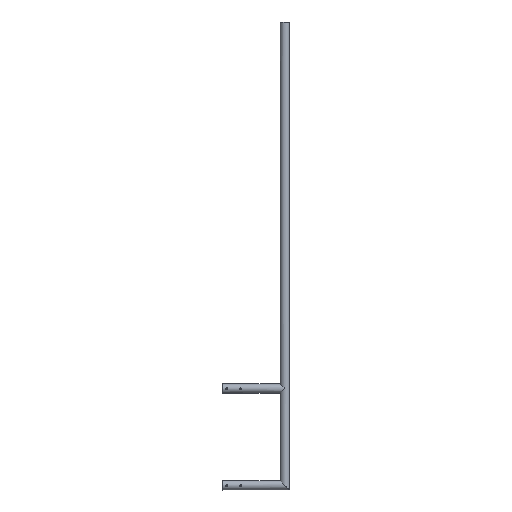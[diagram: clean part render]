
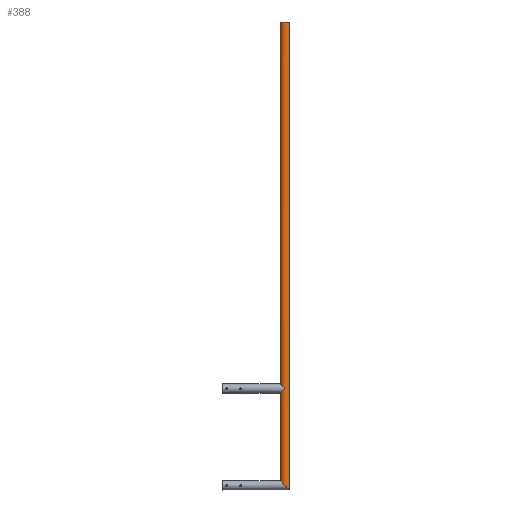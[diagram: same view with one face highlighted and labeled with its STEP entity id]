
A CAD part, front view. The second image highlights one B-rep face of the part: STEP entity #388.
In plain terms, the highlighted cylindrical face has radius 21.082 mm (diameter 42.164 mm), a full revolution.
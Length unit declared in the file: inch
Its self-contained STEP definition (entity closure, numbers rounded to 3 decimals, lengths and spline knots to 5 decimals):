
#69=FACE_BOUND('',#124,.T.);
#70=FACE_BOUND('',#125,.T.);
#86=ELLIPSE('',#428,1.1738,0.83);
#87=ELLIPSE('',#429,1.1738,0.83);
#88=ELLIPSE('',#435,1.1738,0.83);
#89=ELLIPSE('',#436,1.1738,0.83);
#96=FACE_OUTER_BOUND('',#123,.T.);
#123=EDGE_LOOP('',(#299,#300));
#124=EDGE_LOOP('',(#301,#302));
#125=EDGE_LOOP('',(#303));
#161=CIRCLE('',#437,0.83);
#174=VERTEX_POINT('',#571);
#175=VERTEX_POINT('',#572);
#183=VERTEX_POINT('',#991);
#184=VERTEX_POINT('',#992);
#185=VERTEX_POINT('',#995);
#228=EDGE_CURVE('',#174,#175,#86,.T.);
#229=EDGE_CURVE('',#175,#174,#87,.T.);
#239=EDGE_CURVE('',#183,#184,#88,.T.);
#240=EDGE_CURVE('',#184,#183,#89,.T.);
#241=EDGE_CURVE('',#185,#185,#161,.T.);
#299=ORIENTED_EDGE('',*,*,#239,.F.);
#300=ORIENTED_EDGE('',*,*,#240,.F.);
#301=ORIENTED_EDGE('',*,*,#229,.T.);
#302=ORIENTED_EDGE('',*,*,#228,.T.);
#303=ORIENTED_EDGE('',*,*,#241,.T.);
#364=CYLINDRICAL_SURFACE('',#434,0.83);
#388=ADVANCED_FACE('',(#96,#69,#70),#364,.T.);
#428=AXIS2_PLACEMENT_3D('',#573,#475,#476);
#429=AXIS2_PLACEMENT_3D('',#574,#477,#478);
#434=AXIS2_PLACEMENT_3D('',#990,#487,#488);
#435=AXIS2_PLACEMENT_3D('',#993,#489,#490);
#436=AXIS2_PLACEMENT_3D('',#994,#491,#492);
#437=AXIS2_PLACEMENT_3D('',#996,#493,#494);
#475=DIRECTION('center_axis',(0.707,0.,0.707));
#476=DIRECTION('ref_axis',(-0.707,0.,0.707));
#477=DIRECTION('center_axis',(0.707,0.,-0.707));
#478=DIRECTION('ref_axis',(0.707,0.,0.707));
#487=DIRECTION('center_axis',(0.,0.,-1.));
#488=DIRECTION('ref_axis',(0.,-1.,0.));
#489=DIRECTION('center_axis',(-0.707,0.,-0.707));
#490=DIRECTION('ref_axis',(-0.707,0.,0.707));
#491=DIRECTION('center_axis',(-0.707,0.,-0.707));
#492=DIRECTION('ref_axis',(0.707,0.,-0.707));
#493=DIRECTION('center_axis',(0.,0.,-1.));
#494=DIRECTION('ref_axis',(0.,1.,0.));
#571=CARTESIAN_POINT('',(32.5,-19.42,52.75));
#572=CARTESIAN_POINT('',(32.5,-21.08,52.75));
#573=CARTESIAN_POINT('Origin',(32.5,-20.25,52.75));
#574=CARTESIAN_POINT('Origin',(32.5,-20.25,52.75));
#990=CARTESIAN_POINT('Origin',(32.5,-20.25,33.42006));
#991=CARTESIAN_POINT('',(32.5,-21.08,35.25));
#992=CARTESIAN_POINT('',(32.5,-19.42,35.25));
#993=CARTESIAN_POINT('Origin',(32.5,-20.25,35.25));
#994=CARTESIAN_POINT('Origin',(32.5,-20.25,35.25));
#995=CARTESIAN_POINT('',(32.5,-21.08,119.));
#996=CARTESIAN_POINT('Origin',(32.5,-20.25,119.));
